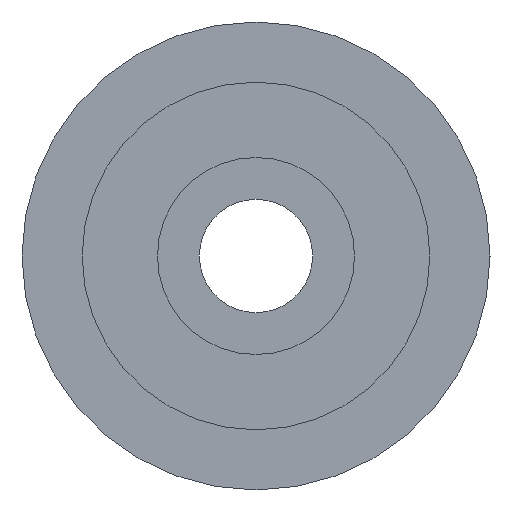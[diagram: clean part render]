
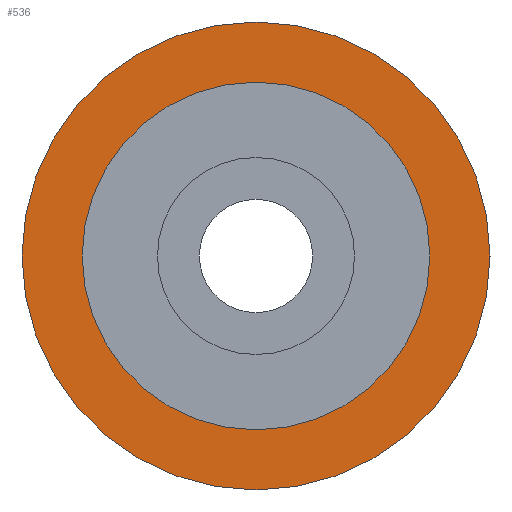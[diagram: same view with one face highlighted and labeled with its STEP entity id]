
A CAD part, left-side view. The second image highlights one B-rep face of the part: STEP entity #536.
In plain terms, the highlighted planar face has unit normal (-1, 0, 0).
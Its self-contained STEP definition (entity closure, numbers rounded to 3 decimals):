
#5 = VERTEX_POINT ( 'NONE', #230 ) ;
#73 = AXIS2_PLACEMENT_3D ( 'NONE', #396, #108, #82 ) ;
#76 = EDGE_LOOP ( 'NONE', ( #170, #395 ) ) ;
#82 = DIRECTION ( 'NONE',  ( 0., 0., 1. ) ) ;
#92 = CIRCLE ( 'NONE', #73, 5.25 ) ;
#96 = ORIENTED_EDGE ( 'NONE', *, *, #261, .F. ) ;
#108 = DIRECTION ( 'NONE',  ( -1., 0., 0. ) ) ;
#113 = ORIENTED_EDGE ( 'NONE', *, *, #526, .F. ) ;
#119 = CIRCLE ( 'NONE', #309, 3.9 ) ;
#135 = FACE_OUTER_BOUND ( 'NONE', #76, .T. ) ;
#155 = EDGE_CURVE ( 'NONE', #422, #257, #92, .T. ) ;
#170 = ORIENTED_EDGE ( 'NONE', *, *, #155, .T. ) ;
#177 = DIRECTION ( 'NONE',  ( -1., 0., 0. ) ) ;
#188 = PLANE ( 'NONE',  #531 ) ;
#207 = AXIS2_PLACEMENT_3D ( 'NONE', #494, #177, #321 ) ;
#230 = CARTESIAN_POINT ( 'NONE',  ( 142.65, 30.7, 160.8 ) ) ;
#237 = CARTESIAN_POINT ( 'NONE',  ( 142.65, 30.7, 164.7 ) ) ;
#243 = FACE_BOUND ( 'NONE', #491, .T. ) ;
#257 = VERTEX_POINT ( 'NONE', #358 ) ;
#261 = EDGE_CURVE ( 'NONE', #5, #267, #119, .T. ) ;
#267 = VERTEX_POINT ( 'NONE', #528 ) ;
#283 = CARTESIAN_POINT ( 'NONE',  ( 142.65, 30.7, 164.7 ) ) ;
#309 = AXIS2_PLACEMENT_3D ( 'NONE', #237, #360, #417 ) ;
#321 = DIRECTION ( 'NONE',  ( 0., 0., 1. ) ) ;
#323 = CARTESIAN_POINT ( 'NONE',  ( 142.65, 30.7, 164.7 ) ) ;
#354 = CIRCLE ( 'NONE', #566, 3.9 ) ;
#358 = CARTESIAN_POINT ( 'NONE',  ( 142.65, 30.7, 159.45 ) ) ;
#360 = DIRECTION ( 'NONE',  ( -1., 0., 0. ) ) ;
#372 = DIRECTION ( 'NONE',  ( 0., 0., 1. ) ) ;
#377 = DIRECTION ( 'NONE',  ( 0., 0., 1. ) ) ;
#382 = DIRECTION ( 'NONE',  ( -1., 0., 0. ) ) ;
#394 = CIRCLE ( 'NONE', #207, 5.25 ) ;
#395 = ORIENTED_EDGE ( 'NONE', *, *, #460, .T. ) ;
#396 = CARTESIAN_POINT ( 'NONE',  ( 142.65, 30.7, 164.7 ) ) ;
#417 = DIRECTION ( 'NONE',  ( 0., 0., 1. ) ) ;
#422 = VERTEX_POINT ( 'NONE', #538 ) ;
#453 = DIRECTION ( 'NONE',  ( -1., 0., 0. ) ) ;
#460 = EDGE_CURVE ( 'NONE', #257, #422, #394, .T. ) ;
#491 = EDGE_LOOP ( 'NONE', ( #113, #96 ) ) ;
#494 = CARTESIAN_POINT ( 'NONE',  ( 142.65, 30.7, 164.7 ) ) ;
#526 = EDGE_CURVE ( 'NONE', #267, #5, #354, .T. ) ;
#528 = CARTESIAN_POINT ( 'NONE',  ( 142.65, 30.7, 168.6 ) ) ;
#531 = AXIS2_PLACEMENT_3D ( 'NONE', #323, #453, #377 ) ;
#536 = ADVANCED_FACE ( 'NONE', ( #135, #243 ), #188, .T. ) ;
#538 = CARTESIAN_POINT ( 'NONE',  ( 142.65, 30.7, 169.95 ) ) ;
#566 = AXIS2_PLACEMENT_3D ( 'NONE', #283, #382, #372 ) ;
